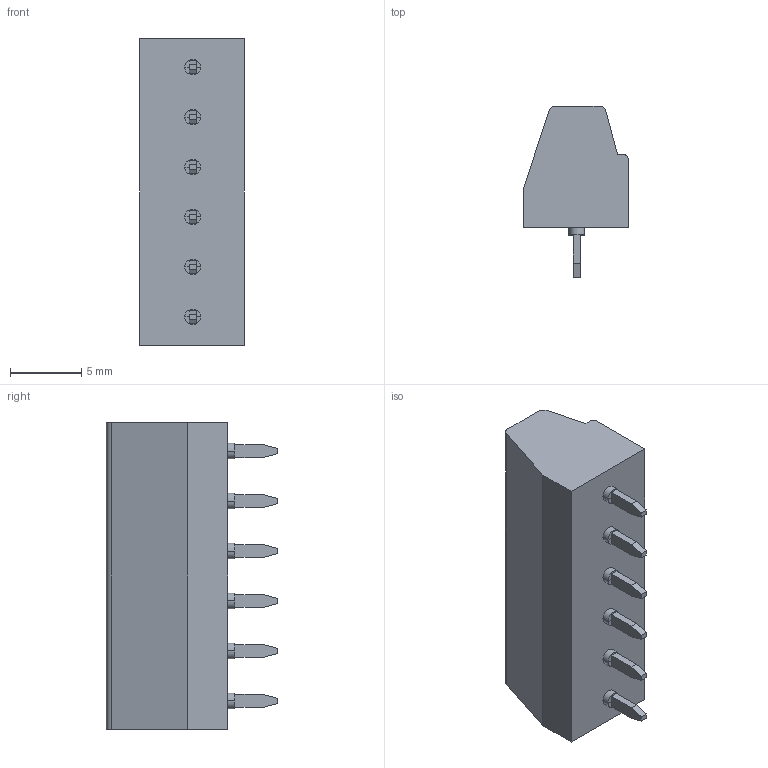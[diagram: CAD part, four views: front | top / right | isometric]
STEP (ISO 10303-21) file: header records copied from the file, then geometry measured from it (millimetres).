
FILE_DESCRIPTION(('SolidDesigner STEP Export'),'1');
FILE_NAME('mkds_1-6-3.5.stp','2000-06-13T14:44:01',(''),(''), 'SolidDesigner STEP processor Version: 7.0(Mar 1999)for AP214(CD)(Solid Model)', 'CoCreate SolidDesigner: 07.50 21-Dec-99(C) CoCreate Software GmbH','');
FILE_SCHEMA(('AUTOMOTIVE_DESIGN_CC2 {1 2 10303 214 -1 1 5 1}'));
Length unit declared in the file: millimetre
Products named in the file (2): mkds_1-6-3.5
Assembly tree (1 placements, depth 2):
  mkds_1-6-3.5
    mkds_1-6-3.5
Bounding box: 7.3 x 12 x 21.5 mm (x, y, z)
Volume: 1041 mm3; surface area: 1004.2 mm2
Topology: 1 solids, 1 shells, 333 faces, 825 edges, 522 vertices
Faces by surface type: plane 254, cylinder 79
Entity records: 11613 total; most frequent: ORIENTED_EDGE 1650, CARTESIAN_POINT 1499, DIRECTION 1401, EDGE_CURVE 825, VECTOR 553, LINE 553, VERTEX_POINT 522, AXIS2_PLACEMENT_3D 424
